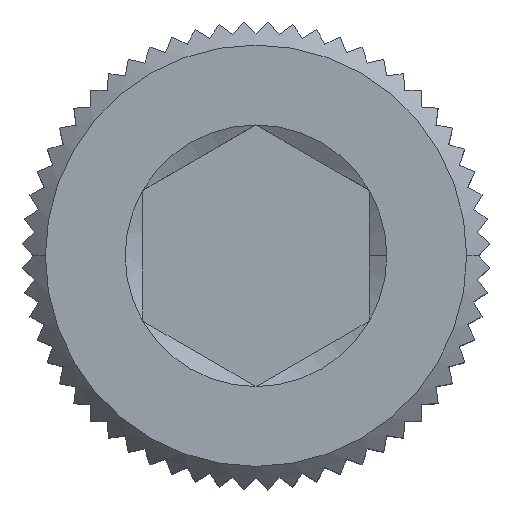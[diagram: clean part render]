
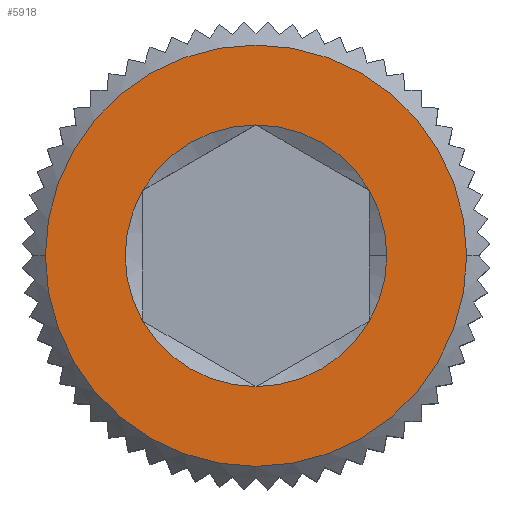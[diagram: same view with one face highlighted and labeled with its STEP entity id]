
A CAD part, top view. The second image highlights one B-rep face of the part: STEP entity #5918.
In plain terms, the highlighted planar face has unit normal (0, 0, 1).
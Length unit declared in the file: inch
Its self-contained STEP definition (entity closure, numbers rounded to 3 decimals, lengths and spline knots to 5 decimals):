
#112 = DIRECTION ( 'NONE',  ( 1., 0., 0. ) ) ;
#1210 = CARTESIAN_POINT ( 'NONE',  ( -0.05469, -0.03157, 0.569 ) ) ;
#1269 = DIRECTION ( 'NONE',  ( 0., 0., 1. ) ) ;
#1393 = ORIENTED_EDGE ( 'NONE', *, *, #9440, .T. ) ;
#1638 = VERTEX_POINT ( 'NONE', #4815 ) ;
#1692 = CIRCLE ( 'NONE', #6393, 0.1017 ) ;
#2042 = VERTEX_POINT ( 'NONE', #13123 ) ;
#2154 = CARTESIAN_POINT ( 'NONE',  ( 0., 0., 0.569 ) ) ;
#2212 = CARTESIAN_POINT ( 'NONE',  ( 0.05469, -0.03157, 0.569 ) ) ;
#2335 = CARTESIAN_POINT ( 'NONE',  ( 0., 0., 0.569 ) ) ;
#2542 = PLANE ( 'NONE',  #10979 ) ;
#3163 = CARTESIAN_POINT ( 'NONE',  ( 0.06315, 0., 0.569 ) ) ;
#3580 = CARTESIAN_POINT ( 'NONE',  ( 0.1017, 0., 0.569 ) ) ;
#3715 = CARTESIAN_POINT ( 'NONE',  ( 0., 0., 0.569 ) ) ;
#3795 = AXIS2_PLACEMENT_3D ( 'NONE', #14884, #6670, #10052 ) ;
#3934 = CARTESIAN_POINT ( 'NONE',  ( 0., 0., 0.569 ) ) ;
#3995 = ORIENTED_EDGE ( 'NONE', *, *, #12026, .F. ) ;
#4588 = CIRCLE ( 'NONE', #10937, 0.06315 ) ;
#4591 = DIRECTION ( 'NONE',  ( 1., 0., 0. ) ) ;
#4670 = ORIENTED_EDGE ( 'NONE', *, *, #6255, .F. ) ;
#4695 = ORIENTED_EDGE ( 'NONE', *, *, #10605, .F. ) ;
#4781 = EDGE_CURVE ( 'NONE', #2042, #5446, #11581, .T. ) ;
#4815 = CARTESIAN_POINT ( 'NONE',  ( 0., 0.06315, 0.569 ) ) ;
#5053 = VERTEX_POINT ( 'NONE', #7595 ) ;
#5370 = FACE_BOUND ( 'NONE', #14551, .T. ) ;
#5446 = VERTEX_POINT ( 'NONE', #1210 ) ;
#5689 = DIRECTION ( 'NONE',  ( 0., 0., 1. ) ) ;
#5898 = DIRECTION ( 'NONE',  ( 0., 0., 1. ) ) ;
#5918 = ADVANCED_FACE ( 'NONE', ( #8818, #5370 ), #2542, .T. ) ;
#5999 = AXIS2_PLACEMENT_3D ( 'NONE', #10545, #5898, #9481 ) ;
#6021 = DIRECTION ( 'NONE',  ( 1., 0., 0. ) ) ;
#6255 = EDGE_CURVE ( 'NONE', #5446, #15062, #12139, .T. ) ;
#6393 = AXIS2_PLACEMENT_3D ( 'NONE', #15089, #15038, #4591 ) ;
#6603 = DIRECTION ( 'NONE',  ( 1., 0., 0. ) ) ;
#6670 = DIRECTION ( 'NONE',  ( 0., 0., 1. ) ) ;
#7003 = CIRCLE ( 'NONE', #8039, 0.1017 ) ;
#7175 = CIRCLE ( 'NONE', #7552, 0.06315 ) ;
#7552 = AXIS2_PLACEMENT_3D ( 'NONE', #13012, #11984, #112 ) ;
#7595 = CARTESIAN_POINT ( 'NONE',  ( -0.1017, 0., 0.569 ) ) ;
#8039 = AXIS2_PLACEMENT_3D ( 'NONE', #2154, #5689, #6603 ) ;
#8220 = EDGE_CURVE ( 'NONE', #13072, #5053, #7003, .T. ) ;
#8249 = DIRECTION ( 'NONE',  ( 0., 0., 1. ) ) ;
#8361 = EDGE_LOOP ( 'NONE', ( #1393, #12308 ) ) ;
#8452 = EDGE_CURVE ( 'NONE', #1638, #2042, #7175, .T. ) ;
#8601 = DIRECTION ( 'NONE',  ( 0., 0., 1. ) ) ;
#8742 = AXIS2_PLACEMENT_3D ( 'NONE', #3715, #8249, #11821 ) ;
#8818 = FACE_OUTER_BOUND ( 'NONE', #8361, .T. ) ;
#9306 = DIRECTION ( 'NONE',  ( 1., 0., 0. ) ) ;
#9440 = EDGE_CURVE ( 'NONE', #5053, #13072, #1692, .T. ) ;
#9481 = DIRECTION ( 'NONE',  ( 1., 0., 0. ) ) ;
#10052 = DIRECTION ( 'NONE',  ( 1., 0., 0. ) ) ;
#10360 = DIRECTION ( 'NONE',  ( 0., 0., 1. ) ) ;
#10461 = ORIENTED_EDGE ( 'NONE', *, *, #15006, .F. ) ;
#10524 = ORIENTED_EDGE ( 'NONE', *, *, #11168, .F. ) ;
#10545 = CARTESIAN_POINT ( 'NONE',  ( 0., 0., 0.569 ) ) ;
#10605 = EDGE_CURVE ( 'NONE', #11020, #12205, #13532, .T. ) ;
#10815 = CARTESIAN_POINT ( 'NONE',  ( 0., 0.113, 0.569 ) ) ;
#10937 = AXIS2_PLACEMENT_3D ( 'NONE', #15155, #10360, #9306 ) ;
#10979 = AXIS2_PLACEMENT_3D ( 'NONE', #10815, #13096, #6021 ) ;
#11020 = VERTEX_POINT ( 'NONE', #3163 ) ;
#11168 = EDGE_CURVE ( 'NONE', #12205, #1638, #4588, .T. ) ;
#11581 = CIRCLE ( 'NONE', #8742, 0.06315 ) ;
#11821 = DIRECTION ( 'NONE',  ( 1., 0., 0. ) ) ;
#11861 = CARTESIAN_POINT ( 'NONE',  ( 0., -0.06315, 0.569 ) ) ;
#11933 = VERTEX_POINT ( 'NONE', #2212 ) ;
#11982 = DIRECTION ( 'NONE',  ( 1., 0., 0. ) ) ;
#11984 = DIRECTION ( 'NONE',  ( 0., 0., 1. ) ) ;
#12026 = EDGE_CURVE ( 'NONE', #15062, #11933, #14971, .T. ) ;
#12139 = CIRCLE ( 'NONE', #3795, 0.06315 ) ;
#12145 = ORIENTED_EDGE ( 'NONE', *, *, #8452, .F. ) ;
#12205 = VERTEX_POINT ( 'NONE', #14497 ) ;
#12215 = AXIS2_PLACEMENT_3D ( 'NONE', #2335, #1269, #12798 ) ;
#12308 = ORIENTED_EDGE ( 'NONE', *, *, #8220, .T. ) ;
#12798 = DIRECTION ( 'NONE',  ( 1., 0., 0. ) ) ;
#13012 = CARTESIAN_POINT ( 'NONE',  ( 0., 0., 0.569 ) ) ;
#13072 = VERTEX_POINT ( 'NONE', #3580 ) ;
#13096 = DIRECTION ( 'NONE',  ( 0., 0., 1. ) ) ;
#13123 = CARTESIAN_POINT ( 'NONE',  ( -0.05469, 0.03157, 0.569 ) ) ;
#13532 = CIRCLE ( 'NONE', #14482, 0.06315 ) ;
#14168 = CIRCLE ( 'NONE', #12215, 0.06315 ) ;
#14385 = ORIENTED_EDGE ( 'NONE', *, *, #4781, .F. ) ;
#14482 = AXIS2_PLACEMENT_3D ( 'NONE', #3934, #8601, #11982 ) ;
#14497 = CARTESIAN_POINT ( 'NONE',  ( 0.05469, 0.03157, 0.569 ) ) ;
#14551 = EDGE_LOOP ( 'NONE', ( #10524, #4695, #10461, #3995, #4670, #14385, #12145 ) ) ;
#14884 = CARTESIAN_POINT ( 'NONE',  ( 0., 0., 0.569 ) ) ;
#14971 = CIRCLE ( 'NONE', #5999, 0.06315 ) ;
#15006 = EDGE_CURVE ( 'NONE', #11933, #11020, #14168, .T. ) ;
#15038 = DIRECTION ( 'NONE',  ( 0., 0., 1. ) ) ;
#15062 = VERTEX_POINT ( 'NONE', #11861 ) ;
#15089 = CARTESIAN_POINT ( 'NONE',  ( 0., 0., 0.569 ) ) ;
#15155 = CARTESIAN_POINT ( 'NONE',  ( 0., 0., 0.569 ) ) ;
